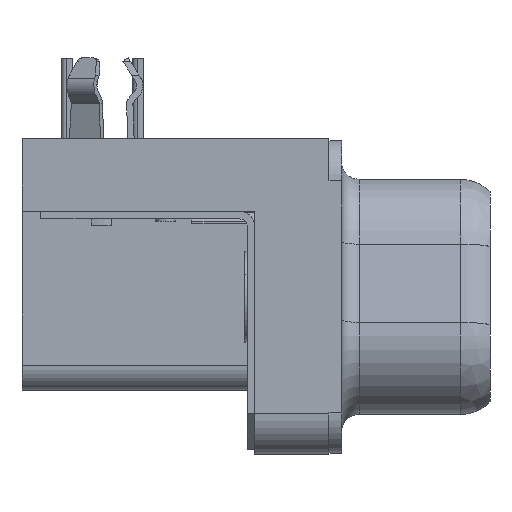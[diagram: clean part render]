
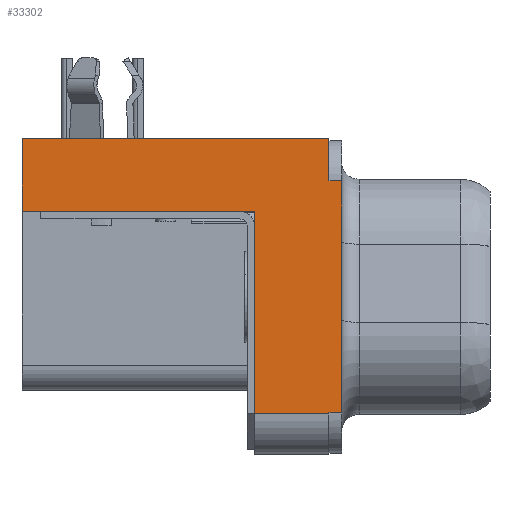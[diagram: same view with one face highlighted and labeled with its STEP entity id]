
A CAD part, left-side view. The second image highlights one B-rep face of the part: STEP entity #33302.
In plain terms, the highlighted planar face has unit normal (-1, 0, 0).
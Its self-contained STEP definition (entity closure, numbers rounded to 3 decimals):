
#1320 = ORIENTED_EDGE ( 'NONE', *, *, #23946, .T. ) ;
#1416 = EDGE_CURVE ( 'NONE', #19402, #10672, #23552, .T. ) ;
#1625 = ORIENTED_EDGE ( 'NONE', *, *, #27817, .T. ) ;
#2665 = ORIENTED_EDGE ( 'NONE', *, *, #11261, .T. ) ;
#2684 = VECTOR ( 'NONE', #13307, 1000. ) ;
#2903 = VERTEX_POINT ( 'NONE', #38087 ) ;
#3074 = DIRECTION ( 'NONE',  ( 0., 0., 1. ) ) ;
#3478 = LINE ( 'NONE', #38669, #2684 ) ;
#4219 = CARTESIAN_POINT ( 'NONE',  ( -15.405, 0., -10.923 ) ) ;
#4544 = CARTESIAN_POINT ( 'NONE',  ( -15.405, 0., -10.91 ) ) ;
#6101 = CARTESIAN_POINT ( 'NONE',  ( -15.405, 0., -1.69 ) ) ;
#6793 = DIRECTION ( 'NONE',  ( 0., 1., 0. ) ) ;
#7695 = DIRECTION ( 'NONE',  ( 0., -1., 0. ) ) ;
#8273 = ORIENTED_EDGE ( 'NONE', *, *, #29937, .F. ) ;
#8374 = VECTOR ( 'NONE', #23154, 1000. ) ;
#8391 = CARTESIAN_POINT ( 'NONE',  ( -15.405, -0.5, -10.91 ) ) ;
#8786 = LINE ( 'NONE', #4544, #37203 ) ;
#10318 = CARTESIAN_POINT ( 'NONE',  ( -15.405, 0., -10.91 ) ) ;
#10672 = VERTEX_POINT ( 'NONE', #30796 ) ;
#11142 = LINE ( 'NONE', #41285, #40602 ) ;
#11261 = EDGE_CURVE ( 'NONE', #23849, #34678, #35208, .T. ) ;
#11831 = LINE ( 'NONE', #25203, #24232 ) ;
#13307 = DIRECTION ( 'NONE',  ( 0., 0., 1. ) ) ;
#13321 = ORIENTED_EDGE ( 'NONE', *, *, #16501, .F. ) ;
#13798 = FACE_OUTER_BOUND ( 'NONE', #23046, .T. ) ;
#14650 = B_SPLINE_CURVE_WITH_KNOTS ( 'NONE', 3,
 ( #15377, #28220, #31396, #34593 ),
 .UNSPECIFIED., .F., .F.,
 ( 4, 4 ),
 ( 0., 1. ),
 .UNSPECIFIED. ) ;
#15255 = LINE ( 'NONE', #36518, #28471 ) ;
#15377 = CARTESIAN_POINT ( 'NONE',  ( -15.405, 0., -10.95 ) ) ;
#15734 = VECTOR ( 'NONE', #38618, 1000. ) ;
#16501 = EDGE_CURVE ( 'NONE', #10672, #2903, #29163, .T. ) ;
#16534 = EDGE_CURVE ( 'NONE', #29315, #21314, #14650, .T. ) ;
#18526 = VERTEX_POINT ( 'NONE', #39873 ) ;
#18582 = EDGE_CURVE ( 'NONE', #29315, #29465, #35936, .T. ) ;
#19402 = VERTEX_POINT ( 'NONE', #38791 ) ;
#19628 = CARTESIAN_POINT ( 'NONE',  ( -15.405, 2.95, -10.95 ) ) ;
#19892 = PLANE ( 'NONE',  #32041 ) ;
#19925 = DIRECTION ( 'NONE',  ( 0., -1., 0. ) ) ;
#20333 = CARTESIAN_POINT ( 'NONE',  ( -15.405, 0., -10.91 ) ) ;
#21314 = VERTEX_POINT ( 'NONE', #19628 ) ;
#22327 = CARTESIAN_POINT ( 'NONE',  ( -15.405, -0.5, -10.91 ) ) ;
#22810 = CARTESIAN_POINT ( 'NONE',  ( -15.405, 2.95, -2.9 ) ) ;
#23046 = EDGE_LOOP ( 'NONE', ( #1625, #13321, #40977, #37295, #25335, #25803, #1320, #2665, #8273, #40074 ) ) ;
#23154 = DIRECTION ( 'NONE',  ( 0., 0., 1. ) ) ;
#23552 = LINE ( 'NONE', #22810, #37091 ) ;
#23849 = VERTEX_POINT ( 'NONE', #8391 ) ;
#23946 = EDGE_CURVE ( 'NONE', #29465, #23849, #8786, .T. ) ;
#24232 = VECTOR ( 'NONE', #3074, 1000. ) ;
#24418 = CARTESIAN_POINT ( 'NONE',  ( -15.405, 0., -10.95 ) ) ;
#24466 = EDGE_CURVE ( 'NONE', #21314, #19402, #11831, .T. ) ;
#25203 = CARTESIAN_POINT ( 'NONE',  ( -15.405, 2.95, -10.95 ) ) ;
#25335 = ORIENTED_EDGE ( 'NONE', *, *, #16534, .F. ) ;
#25659 = EDGE_CURVE ( 'NONE', #36967, #18526, #3478, .T. ) ;
#25802 = DIRECTION ( 'NONE',  ( 0., 1., 0. ) ) ;
#25803 = ORIENTED_EDGE ( 'NONE', *, *, #18582, .T. ) ;
#25981 = DIRECTION ( 'NONE',  ( -1., 0., 0. ) ) ;
#27817 = EDGE_CURVE ( 'NONE', #18526, #2903, #15255, .T. ) ;
#28216 = CARTESIAN_POINT ( 'NONE',  ( -15.405, 0., -10.937 ) ) ;
#28220 = CARTESIAN_POINT ( 'NONE',  ( -15.405, 0.983, -10.95 ) ) ;
#28471 = VECTOR ( 'NONE', #25802, 1000. ) ;
#29163 = LINE ( 'NONE', #35377, #15734 ) ;
#29256 = CARTESIAN_POINT ( 'NONE',  ( -15.405, 0., -10.95 ) ) ;
#29315 = VERTEX_POINT ( 'NONE', #33994 ) ;
#29465 = VERTEX_POINT ( 'NONE', #20333 ) ;
#29937 = EDGE_CURVE ( 'NONE', #36967, #34678, #11142, .T. ) ;
#30796 = CARTESIAN_POINT ( 'NONE',  ( -15.405, 12.2, -2.9 ) ) ;
#31396 = CARTESIAN_POINT ( 'NONE',  ( -15.405, 1.967, -10.95 ) ) ;
#32041 = AXIS2_PLACEMENT_3D ( 'NONE', #29256, #25981, #35864 ) ;
#33302 = ADVANCED_FACE ( 'NONE', ( #13798 ), #19892, .T. ) ;
#33994 = CARTESIAN_POINT ( 'NONE',  ( -15.405, 0., -10.95 ) ) ;
#34593 = CARTESIAN_POINT ( 'NONE',  ( -15.405, 2.95, -10.95 ) ) ;
#34678 = VERTEX_POINT ( 'NONE', #37079 ) ;
#35208 = LINE ( 'NONE', #22327, #8374 ) ;
#35377 = CARTESIAN_POINT ( 'NONE',  ( -15.405, 12.2, -2.9 ) ) ;
#35864 = DIRECTION ( 'NONE',  ( 0., 0., 1. ) ) ;
#35936 = B_SPLINE_CURVE_WITH_KNOTS ( 'NONE', 3,
 ( #24418, #28216, #4219, #10318 ),
 .UNSPECIFIED., .F., .F.,
 ( 4, 4 ),
 ( 0., 1. ),
 .UNSPECIFIED. ) ;
#36518 = CARTESIAN_POINT ( 'NONE',  ( -15.405, 0., 0. ) ) ;
#36967 = VERTEX_POINT ( 'NONE', #6101 ) ;
#37079 = CARTESIAN_POINT ( 'NONE',  ( -15.405, -0.5, -1.69 ) ) ;
#37091 = VECTOR ( 'NONE', #6793, 1000. ) ;
#37203 = VECTOR ( 'NONE', #7695, 1000. ) ;
#37295 = ORIENTED_EDGE ( 'NONE', *, *, #24466, .F. ) ;
#38087 = CARTESIAN_POINT ( 'NONE',  ( -15.405, 12.2, 0. ) ) ;
#38618 = DIRECTION ( 'NONE',  ( 0., 0., 1. ) ) ;
#38669 = CARTESIAN_POINT ( 'NONE',  ( -15.405, 0., -1.69 ) ) ;
#38791 = CARTESIAN_POINT ( 'NONE',  ( -15.405, 2.95, -2.9 ) ) ;
#39873 = CARTESIAN_POINT ( 'NONE',  ( -15.405, 0., 0. ) ) ;
#40074 = ORIENTED_EDGE ( 'NONE', *, *, #25659, .T. ) ;
#40602 = VECTOR ( 'NONE', #19925, 1000. ) ;
#40977 = ORIENTED_EDGE ( 'NONE', *, *, #1416, .F. ) ;
#41285 = CARTESIAN_POINT ( 'NONE',  ( -15.405, 0., -1.69 ) ) ;
